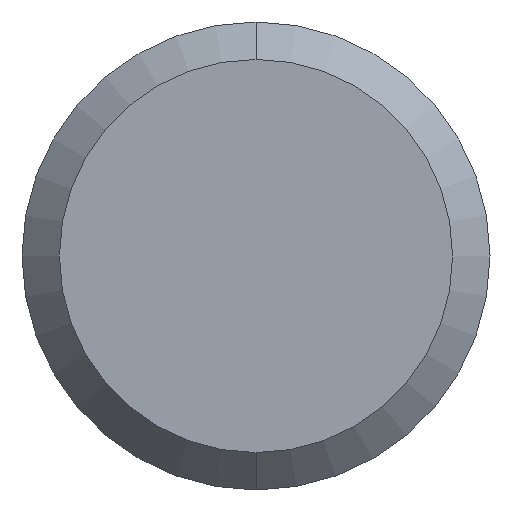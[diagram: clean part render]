
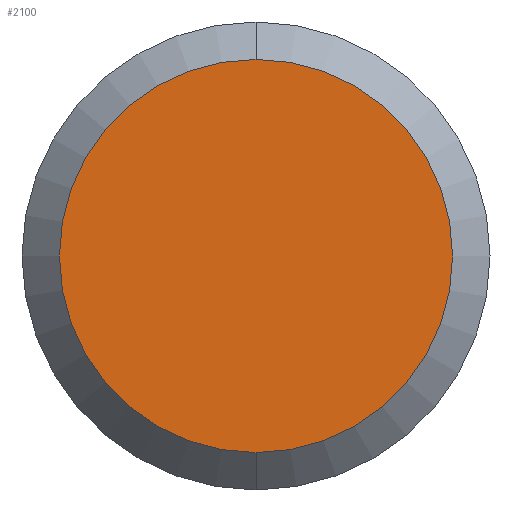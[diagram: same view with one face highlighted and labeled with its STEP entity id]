
A CAD part, left-side view. The second image highlights one B-rep face of the part: STEP entity #2100.
In plain terms, the highlighted planar face has unit normal (-1, 0, 0).
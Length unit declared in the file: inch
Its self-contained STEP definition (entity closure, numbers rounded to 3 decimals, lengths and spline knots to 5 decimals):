
#85 = DIRECTION ( 'NONE',  ( 0., 0., -1. ) ) ;
#235 = VERTEX_POINT ( 'NONE', #2323 ) ;
#306 = AXIS2_PLACEMENT_3D ( 'NONE', #1634, #1370, #2261 ) ;
#533 = DIRECTION ( 'NONE',  ( 1., 0., 0. ) ) ;
#548 = AXIS2_PLACEMENT_3D ( 'NONE', #1143, #918, #1831 ) ;
#639 = CIRCLE ( 'NONE', #548, 0.105 ) ;
#705 = FACE_OUTER_BOUND ( 'NONE', #2722, .T. ) ;
#918 = DIRECTION ( 'NONE',  ( 1., 0., 0. ) ) ;
#973 = CARTESIAN_POINT ( 'NONE',  ( 0., 0., 0. ) ) ;
#1143 = CARTESIAN_POINT ( 'NONE',  ( 0., 0., 0. ) ) ;
#1289 = EDGE_CURVE ( 'NONE', #2826, #235, #639, .T. ) ;
#1370 = DIRECTION ( 'NONE',  ( -1., 0., 0. ) ) ;
#1634 = CARTESIAN_POINT ( 'NONE',  ( 0., 0., 0. ) ) ;
#1831 = DIRECTION ( 'NONE',  ( 0., 0., -1. ) ) ;
#1987 = ORIENTED_EDGE ( 'NONE', *, *, #2541, .F. ) ;
#2100 = ADVANCED_FACE ( 'NONE', ( #705 ), #2521, .T. ) ;
#2261 = DIRECTION ( 'NONE',  ( 0., 0., 1. ) ) ;
#2321 = AXIS2_PLACEMENT_3D ( 'NONE', #973, #533, #85 ) ;
#2323 = CARTESIAN_POINT ( 'NONE',  ( 0., 0., -0.105 ) ) ;
#2406 = CARTESIAN_POINT ( 'NONE',  ( 0., 0., 0.105 ) ) ;
#2521 = PLANE ( 'NONE',  #306 ) ;
#2541 = EDGE_CURVE ( 'NONE', #235, #2826, #2631, .T. ) ;
#2631 = CIRCLE ( 'NONE', #2321, 0.105 ) ;
#2722 = EDGE_LOOP ( 'NONE', ( #1987, #2728 ) ) ;
#2728 = ORIENTED_EDGE ( 'NONE', *, *, #1289, .F. ) ;
#2826 = VERTEX_POINT ( 'NONE', #2406 ) ;
